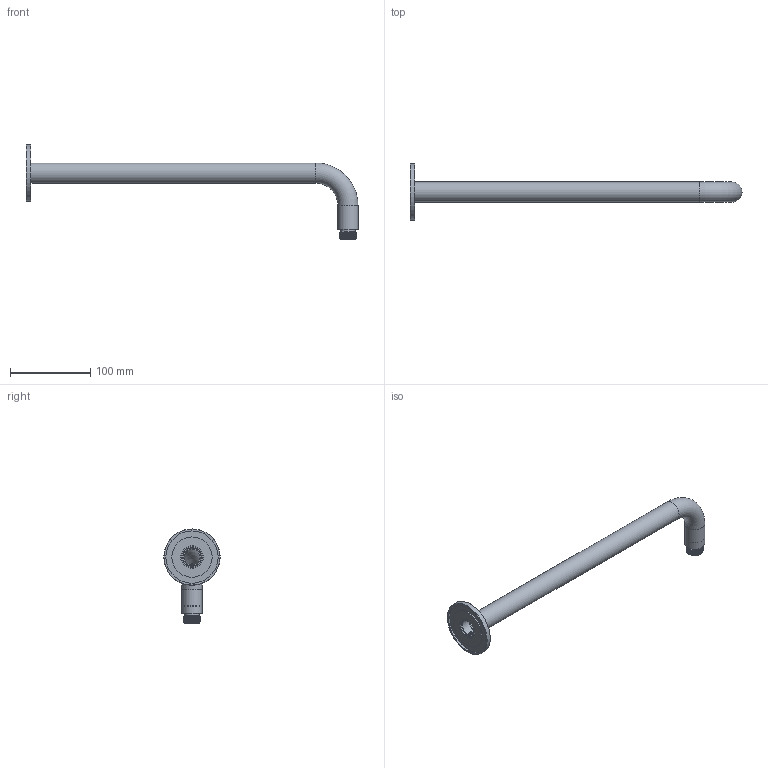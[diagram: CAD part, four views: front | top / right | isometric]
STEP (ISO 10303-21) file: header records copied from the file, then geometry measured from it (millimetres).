
FILE_DESCRIPTION(/* description */ ('Unknown'),/* implementation_level */ '2;1');
FILE_NAME(/* name */ 'AR450-00Rel1',/* time_stamp */ '2025-08-05T18:03:40+02:00',/* author */ ('Unknown'),/* organization */ ('Unknown'),/* preprocessor_version */ 'ST-DEVELOPER v19.4',/* originating_system */ 'Solid Edge',/* authorisation */ 'Unknown');
FILE_SCHEMA (('AUTOMOTIVE_DESIGN {1 0 10303 214 3 1 1}'));
Length unit declared in the file: millimetre
Products named in the file (6): AR450-00Rel1; AR450-13; AR450.FL70-00_oa_0; AR450-11; AR450-10_oa_1; AR450-10_oa_2
Assembly tree (5 placements, depth 3):
  AR450-00Rel1
    AR450-13
    AR450.FL70-00_oa_0
      AR450-11
    AR450-10_oa_1
      AR450-10_oa_2
Bounding box: 412.5 x 70 x 117 mm (x, y, z)
Volume: 97962.9 mm3; surface area: 75974.8 mm2
Topology: 3 solids, 4 shells, 71 faces, 158 edges, 103 vertices
Faces by surface type: plane 23, cylinder 21, cone 13, bspline 10, torus 4
Full cylindrical faces by diameter (mm): 13.3 x1, 18.5 x1, 20 x2, 21.3 x1, 21.5 x1, 22.8 x1, 23.2 x1, 25 x2, 25.5 x2, 28.3 x1, 50 x1, 65 x1, 70 x1
Entity records: 8268 total; most frequent: CARTESIAN_POINT 6643, DIRECTION 246, ORIENTED_EDGE 212, EDGE_LOOP 114, FACE_BOUND 114, AXIS2_PLACEMENT_3D 114, EDGE_CURVE 106, VERTEX_POINT 84
